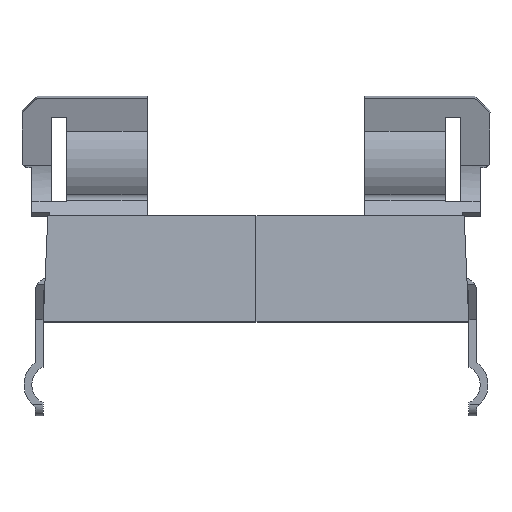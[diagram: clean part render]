
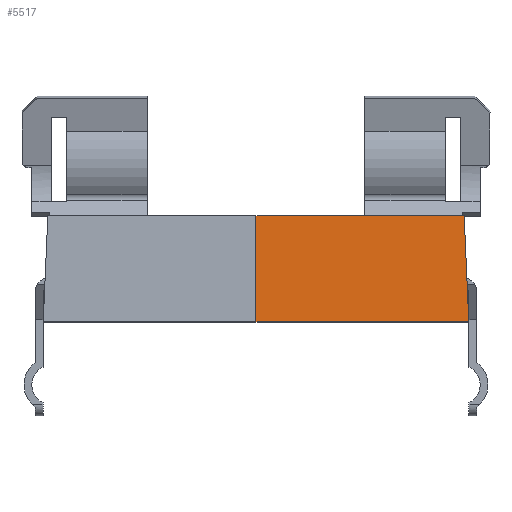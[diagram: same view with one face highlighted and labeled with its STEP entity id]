
A CAD part, top view. The second image highlights one B-rep face of the part: STEP entity #5517.
In plain terms, the highlighted planar face has unit normal (0, 0.044, 0.999).
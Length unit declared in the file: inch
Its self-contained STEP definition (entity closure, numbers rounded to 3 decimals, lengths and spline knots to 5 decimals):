
#287=FACE_OUTER_BOUND('',#565,.T.);
#565=EDGE_LOOP('',(#3636,#3637,#3638,#3639));
#813=LINE('',#7665,#1462);
#833=LINE('',#7704,#1482);
#893=LINE('',#7831,#1542);
#922=LINE('',#7887,#1571);
#1462=VECTOR('',#6183,0.21741);
#1482=VECTOR('',#6205,0.42553);
#1542=VECTOR('',#6311,0.435);
#1571=VECTOR('',#6376,0.21721);
#2110=VERTEX_POINT('',#7662);
#2111=VERTEX_POINT('',#7664);
#2129=VERTEX_POINT('',#7702);
#2173=VERTEX_POINT('',#7830);
#2629=EDGE_CURVE('',#2111,#2110,#813,.T.);
#2649=EDGE_CURVE('',#2110,#2129,#833,.T.);
#2711=EDGE_CURVE('',#2111,#2173,#893,.T.);
#2740=EDGE_CURVE('',#2173,#2129,#922,.T.);
#3636=ORIENTED_EDGE('',*,*,#2629,.T.);
#3637=ORIENTED_EDGE('',*,*,#2649,.T.);
#3638=ORIENTED_EDGE('',*,*,#2740,.F.);
#3639=ORIENTED_EDGE('',*,*,#2711,.F.);
#5032=PLANE('',#5800);
#5517=ADVANCED_FACE('',(#287),#5032,.T.);
#5800=AXIS2_PLACEMENT_3D('',#7886,#6374,#6375);
#6183=DIRECTION('',(-0.044,0.998,-0.044));
#6205=DIRECTION('',(-1.,0.,0.));
#6311=DIRECTION('',(-1.,0.,0.));
#6374=DIRECTION('center_axis',(0.,0.044,0.999));
#6375=DIRECTION('ref_axis',(0.,0.999,-0.044));
#6376=DIRECTION('',(0.,0.999,-0.044));
#7662=CARTESIAN_POINT('',(0.42553,0.217,0.335));
#7664=CARTESIAN_POINT('',(0.435,0.,0.34447));
#7665=CARTESIAN_POINT('',(0.42992,0.11644,0.33939));
#7702=CARTESIAN_POINT('',(0.,0.217,0.335));
#7704=CARTESIAN_POINT('',(0.435,0.217,0.335));
#7830=CARTESIAN_POINT('',(0.,0.,0.34447));
#7831=CARTESIAN_POINT('',(0.435,0.,0.34447));
#7886=CARTESIAN_POINT('Origin',(0.435,0.,0.34447));
#7887=CARTESIAN_POINT('',(0.,0.217,0.335));
